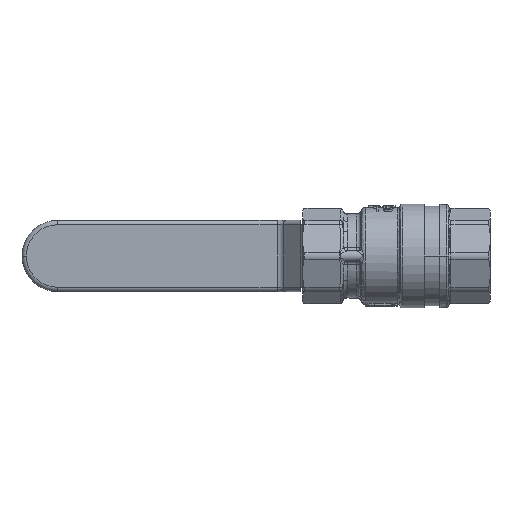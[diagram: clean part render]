
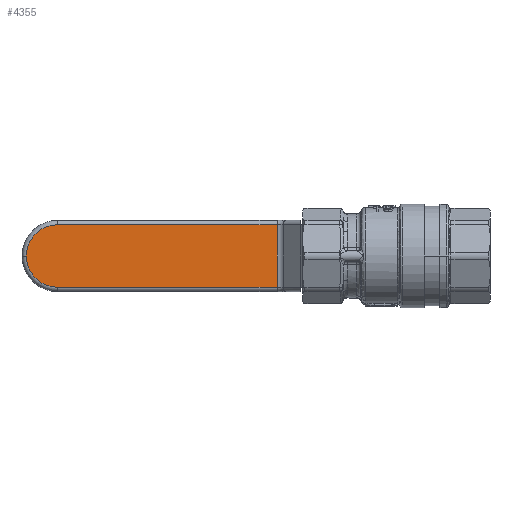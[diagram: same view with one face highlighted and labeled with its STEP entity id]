
A CAD part, front view. The second image highlights one B-rep face of the part: STEP entity #4355.
In plain terms, the highlighted planar face has unit normal (0, -1, 0).
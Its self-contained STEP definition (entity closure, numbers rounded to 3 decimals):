
#70 = LINE ( 'NONE', #19824, #16436 ) ;
#243 = LINE ( 'NONE', #19915, #16517 ) ;
#803 = LINE ( 'NONE', #19991, #16244 ) ;
#1308 = AXIS2_PLACEMENT_3D ( 'NONE', #9138, #9137, #9136 ) ;
#3215 = FACE_OUTER_BOUND ( 'NONE', #6480, .T. ) ;
#4355 = ADVANCED_FACE ( 'NONE', ( #3215 ), #9139, .F. ) ;
#4953 = CARTESIAN_POINT ( 'NONE',  ( -76.75, 32.04, 7.25 ) ) ;
#4960 = CARTESIAN_POINT ( 'NONE',  ( -25.882, 32.04, 7.25 ) ) ;
#4961 = CARTESIAN_POINT ( 'NONE',  ( -25.882, 32.04, -7.25 ) ) ;
#5259 = CARTESIAN_POINT ( 'NONE',  ( -84., 32.04, 0. ) ) ;
#5348 = CARTESIAN_POINT ( 'NONE',  ( -76.75, 32.04, -7.25 ) ) ;
#6480 = EDGE_LOOP ( 'NONE', ( #17834, #17836, #17833, #17835, #17849 ) ) ;
#7965 = DIRECTION ( 'NONE',  ( 1., 0., 0. ) ) ;
#7967 = DIRECTION ( 'NONE',  ( 0., -1., 0. ) ) ;
#7968 = CARTESIAN_POINT ( 'NONE',  ( -76.75, 32.04, 0. ) ) ;
#8101 = DIRECTION ( 'NONE',  ( 1., 0., 0. ) ) ;
#8102 = DIRECTION ( 'NONE',  ( 0., -1., 0. ) ) ;
#8103 = CARTESIAN_POINT ( 'NONE',  ( -76.75, 32.04, 0. ) ) ;
#9136 = DIRECTION ( 'NONE',  ( 1., 0., 0. ) ) ;
#9137 = DIRECTION ( 'NONE',  ( 0., 1., 0. ) ) ;
#9138 = CARTESIAN_POINT ( 'NONE',  ( -25.053, 32.04, -8.25 ) ) ;
#9139 = PLANE ( 'NONE',  #1308 ) ;
#9898 = EDGE_CURVE ( 'NONE', #14736, #14737, #803, .T. ) ;
#9923 = EDGE_CURVE ( 'NONE', #14532, #14736, #243, .T. ) ;
#9949 = EDGE_CURVE ( 'NONE', #14737, #14742, #70, .T. ) ;
#10247 = EDGE_CURVE ( 'NONE', #14574, #14532, #16634, .T. ) ;
#10286 = EDGE_CURVE ( 'NONE', #14742, #14574, #16251, .T. ) ;
#14532 = VERTEX_POINT ( 'NONE', #5348 ) ;
#14574 = VERTEX_POINT ( 'NONE', #5259 ) ;
#14736 = VERTEX_POINT ( 'NONE', #4961 ) ;
#14737 = VERTEX_POINT ( 'NONE', #4960 ) ;
#14742 = VERTEX_POINT ( 'NONE', #4953 ) ;
#16244 = VECTOR ( 'NONE', #19990, 1000. ) ;
#16251 = CIRCLE ( 'NONE', #16548, 7.25 ) ;
#16436 = VECTOR ( 'NONE', #19823, 1000. ) ;
#16517 = VECTOR ( 'NONE', #19914, 1000. ) ;
#16542 = AXIS2_PLACEMENT_3D ( 'NONE', #8103, #8102, #8101 ) ;
#16548 = AXIS2_PLACEMENT_3D ( 'NONE', #7968, #7967, #7965 ) ;
#16634 = CIRCLE ( 'NONE', #16542, 7.25 ) ;
#17833 = ORIENTED_EDGE ( 'NONE', *, *, #10286, .T. ) ;
#17834 = ORIENTED_EDGE ( 'NONE', *, *, #9898, .T. ) ;
#17835 = ORIENTED_EDGE ( 'NONE', *, *, #10247, .T. ) ;
#17836 = ORIENTED_EDGE ( 'NONE', *, *, #9949, .T. ) ;
#17849 = ORIENTED_EDGE ( 'NONE', *, *, #9923, .T. ) ;
#19823 = DIRECTION ( 'NONE',  ( -1., 0., 0. ) ) ;
#19824 = CARTESIAN_POINT ( 'NONE',  ( -25.053, 32.04, 7.25 ) ) ;
#19914 = DIRECTION ( 'NONE',  ( 1., 0., 0. ) ) ;
#19915 = CARTESIAN_POINT ( 'NONE',  ( -25.882, 32.04, -7.25 ) ) ;
#19990 = DIRECTION ( 'NONE',  ( 0., 0., 1. ) ) ;
#19991 = CARTESIAN_POINT ( 'NONE',  ( -25.882, 32.04, 8.25 ) ) ;
